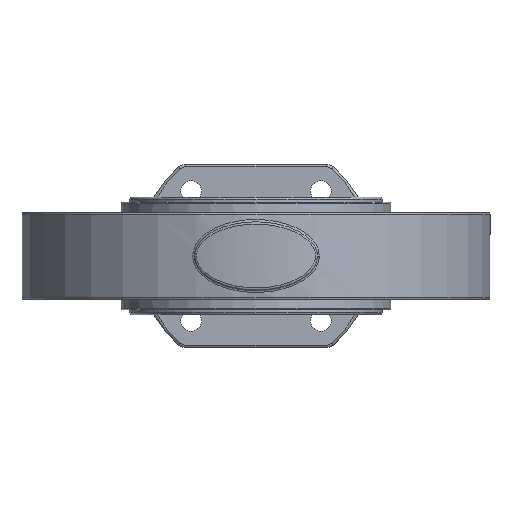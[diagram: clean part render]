
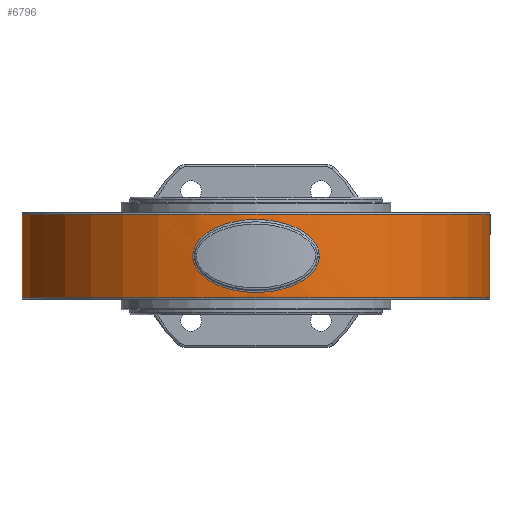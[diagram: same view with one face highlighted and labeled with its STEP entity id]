
A CAD part, front view. The second image highlights one B-rep face of the part: STEP entity #6796.
In plain terms, the highlighted cylindrical face has radius 89.5 mm (diameter 179 mm), a partial arc.
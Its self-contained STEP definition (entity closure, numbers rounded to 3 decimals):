
#129=FACE_BOUND('',#1691,.T.);
#183=CYLINDRICAL_SURFACE('',#7319,89.5);
#397=LINE('',#10632,#785);
#398=LINE('',#10635,#786);
#785=VECTOR('',#8165,10.);
#786=VECTOR('',#8168,10.);
#1292=FACE_OUTER_BOUND('',#1690,.T.);
#1690=EDGE_LOOP('',(#4393,#4394,#4395,#4396));
#1691=EDGE_LOOP('',(#4397,#4398));
#2140=CIRCLE('',#7320,89.5);
#2141=CIRCLE('',#7321,89.5);
#2541=B_SPLINE_CURVE_WITH_KNOTS('',3,(#10166,#10167,#10168,#10169),
 .UNSPECIFIED.,.F.,.F.,(4,4),(-6.149,-6.109),
 .UNSPECIFIED.);
#2549=B_SPLINE_CURVE_WITH_KNOTS('',3,(#10599,#10600,#10601,#10602,#10603,
#10604,#10605,#10606,#10607,#10608,#10609,#10610,#10611,#10612,#10613,#10614,
#10615,#10616,#10617,#10618,#10619,#10620,#10621,#10622,#10623,#10624,#10625,
#10626),.UNSPECIFIED.,.F.,.F.,(4,1,1,1,1,1,1,1,1,1,1,1,1,1,1,1,1,1,1,1,
1,1,1,1,1,4),(-6.109,-5.671,-5.233,-4.358,
-3.482,-2.825,-2.607,-1.439,
-0.855,-0.564,-0.272,0.02,
0.312,0.604,0.823,0.896,1.479,
2.063,2.647,3.231,3.668,4.398,
5.274,5.711,5.821,6.149),
 .UNSPECIFIED.);
#2700=VERTEX_POINT('',#10159);
#2702=VERTEX_POINT('',#10165);
#2733=VERTEX_POINT('',#10628);
#2734=VERTEX_POINT('',#10629);
#2735=VERTEX_POINT('',#10631);
#2736=VERTEX_POINT('',#10633);
#3344=EDGE_CURVE('',#2700,#2702,#2541,.T.);
#3377=EDGE_CURVE('',#2702,#2700,#2549,.T.);
#3378=EDGE_CURVE('',#2733,#2734,#2140,.T.);
#3379=EDGE_CURVE('',#2735,#2733,#397,.T.);
#3380=EDGE_CURVE('',#2736,#2735,#2141,.T.);
#3381=EDGE_CURVE('',#2734,#2736,#398,.T.);
#4393=ORIENTED_EDGE('',*,*,#3378,.F.);
#4394=ORIENTED_EDGE('',*,*,#3379,.F.);
#4395=ORIENTED_EDGE('',*,*,#3380,.F.);
#4396=ORIENTED_EDGE('',*,*,#3381,.F.);
#4397=ORIENTED_EDGE('',*,*,#3377,.F.);
#4398=ORIENTED_EDGE('',*,*,#3344,.F.);
#6796=ADVANCED_FACE('',(#1292,#129),#183,.T.);
#7319=AXIS2_PLACEMENT_3D('',#10627,#8161,#8162);
#7320=AXIS2_PLACEMENT_3D('',#10630,#8163,#8164);
#7321=AXIS2_PLACEMENT_3D('',#10634,#8166,#8167);
#8161=DIRECTION('center_axis',(0.,0.,1.));
#8162=DIRECTION('ref_axis',(0.,-1.,0.));
#8163=DIRECTION('center_axis',(0.,0.,-1.));
#8164=DIRECTION('ref_axis',(0.,-1.,0.));
#8165=DIRECTION('',(0.,0.,-1.));
#8166=DIRECTION('center_axis',(0.,0.,1.));
#8167=DIRECTION('ref_axis',(0.,-1.,0.));
#8168=DIRECTION('',(0.,0.,1.));
#10159=CARTESIAN_POINT('',(24.095,-86.196,-0.41));
#10165=CARTESIAN_POINT('',(24.105,-86.193,-0.007));
#10166=CARTESIAN_POINT('Ctrl Pts',(24.095,-86.196,-0.41));
#10167=CARTESIAN_POINT('Ctrl Pts',(24.102,-86.194,-0.276));
#10168=CARTESIAN_POINT('Ctrl Pts',(24.105,-86.193,-0.142));
#10169=CARTESIAN_POINT('Ctrl Pts',(24.105,-86.193,-0.007));
#10599=CARTESIAN_POINT('Ctrl Pts',(24.105,-86.193,-0.007));
#10600=CARTESIAN_POINT('Ctrl Pts',(24.106,-86.192,1.453));
#10601=CARTESIAN_POINT('Ctrl Pts',(23.287,-86.425,4.353));
#10602=CARTESIAN_POINT('Ctrl Pts',(19.477,-87.407,8.799));
#10603=CARTESIAN_POINT('Ctrl Pts',(13.,-88.683,12.149));
#10604=CARTESIAN_POINT('Ctrl Pts',(5.217,-89.457,13.824));
#10605=CARTESIAN_POINT('Ctrl Pts',(-0.654,-89.535,
13.99));
#10606=CARTESIAN_POINT('Ctrl Pts',(-7.378,-89.3,
13.471));
#10607=CARTESIAN_POINT('Ctrl Pts',(-13.806,-88.556,11.939));
#10608=CARTESIAN_POINT('Ctrl Pts',(-19.559,-87.357,
8.437));
#10609=CARTESIAN_POINT('Ctrl Pts',(-22.218,-86.705,5.646));
#10610=CARTESIAN_POINT('Ctrl Pts',(-23.676,-86.314,
3.111));
#10611=CARTESIAN_POINT('Ctrl Pts',(-24.28,-86.143,
0.205));
#10612=CARTESIAN_POINT('Ctrl Pts',(-23.822,-86.273,
-2.722));
#10613=CARTESIAN_POINT('Ctrl Pts',(-22.564,-86.614,
-5.112));
#10614=CARTESIAN_POINT('Ctrl Pts',(-21.329,-86.923,
-6.579));
#10615=CARTESIAN_POINT('Ctrl Pts',(-19.26,-87.417,
-8.581));
#10616=CARTESIAN_POINT('Ctrl Pts',(-15.806,-88.147,-10.783));
#10617=CARTESIAN_POINT('Ctrl Pts',(-10.366,-88.957,
-12.74));
#10618=CARTESIAN_POINT('Ctrl Pts',(-4.666,-89.441,
-13.79));
#10619=CARTESIAN_POINT('Ctrl Pts',(0.673,-89.547,
-14.007));
#10620=CARTESIAN_POINT('Ctrl Pts',(6.489,-89.327,-13.551));
#10621=CARTESIAN_POINT('Ctrl Pts',(13.063,-88.655,-12.059));
#10622=CARTESIAN_POINT('Ctrl Pts',(19.157,-87.479,-9.018));
#10623=CARTESIAN_POINT('Ctrl Pts',(22.33,-86.673,-5.515));
#10624=CARTESIAN_POINT('Ctrl Pts',(23.669,-86.316,-2.94));
#10625=CARTESIAN_POINT('Ctrl Pts',(24.041,-86.211,-1.504));
#10626=CARTESIAN_POINT('Ctrl Pts',(24.095,-86.196,-0.41));
#10627=CARTESIAN_POINT('Origin',(0.,0.,0.));
#10628=CARTESIAN_POINT('',(53.103,72.044,-16.));
#10629=CARTESIAN_POINT('',(-53.103,72.044,-16.));
#10630=CARTESIAN_POINT('Origin',(0.,0.,-16.));
#10631=CARTESIAN_POINT('',(53.103,72.044,16.));
#10632=CARTESIAN_POINT('',(53.103,72.044,0.));
#10633=CARTESIAN_POINT('',(-53.103,72.044,16.));
#10634=CARTESIAN_POINT('Origin',(0.,0.,16.));
#10635=CARTESIAN_POINT('',(-53.103,72.044,0.));
